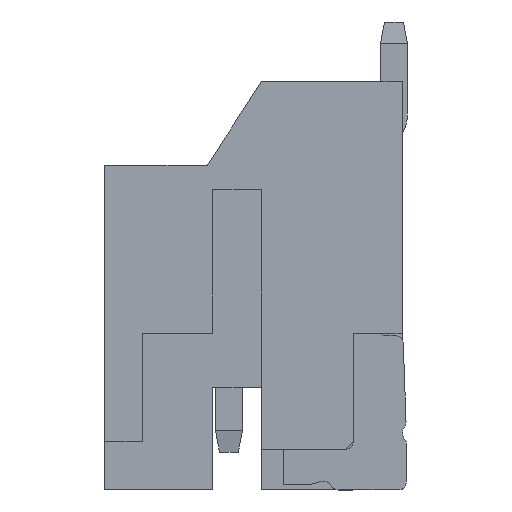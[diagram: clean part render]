
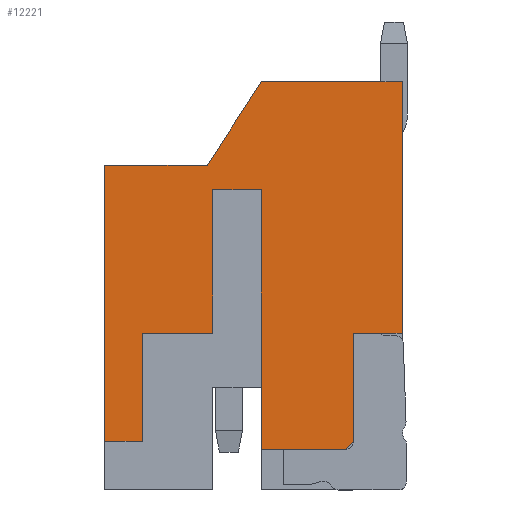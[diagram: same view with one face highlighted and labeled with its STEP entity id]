
A CAD part, left-side view. The second image highlights one B-rep face of the part: STEP entity #12221.
In plain terms, the highlighted planar face has unit normal (-1, 0, 0).
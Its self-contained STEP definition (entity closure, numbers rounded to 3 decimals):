
#1509=DIRECTION('',(0.,0.,-1.));
#1510=VECTOR('',#1509,5.1);
#1511=CARTESIAN_POINT('',(-21.95,0.,6.));
#1512=LINE('',#1511,#1510);
#1513=DIRECTION('',(0.,1.,0.));
#1514=VECTOR('',#1513,1.9);
#1515=CARTESIAN_POINT('',(-21.95,-1.9,6.));
#1516=LINE('',#1515,#1514);
#1517=DIRECTION('',(0.,0.542,-0.84));
#1518=VECTOR('',#1517,1.845);
#1519=CARTESIAN_POINT('',(-21.95,-2.9,7.55));
#1520=LINE('',#1519,#1518);
#1521=DIRECTION('',(0.,1.,0.));
#1522=VECTOR('',#1521,2.6);
#1523=CARTESIAN_POINT('',(-21.95,-5.5,7.55));
#1524=LINE('',#1523,#1522);
#1525=DIRECTION('',(0.,0.,1.));
#1526=VECTOR('',#1525,4.65);
#1527=CARTESIAN_POINT('',(-21.95,-5.5,2.9));
#1528=LINE('',#1527,#1526);
#1529=DIRECTION('',(0.,-0.707,0.707));
#1530=VECTOR('',#1529,0.212);
#1531=CARTESIAN_POINT('',(-21.95,-4.45,0.75));
#1532=LINE('',#1531,#1530);
#1533=DIRECTION('',(0.,-1.,0.));
#1534=VECTOR('',#1533,1.55);
#1535=CARTESIAN_POINT('',(-21.95,-2.9,0.75));
#1536=LINE('',#1535,#1534);
#1537=DIRECTION('',(0.,-1.,0.));
#1538=VECTOR('',#1537,1.3);
#1539=CARTESIAN_POINT('',(-21.95,-0.7,2.9));
#1540=LINE('',#1539,#1538);
#1545=DIRECTION('',(0.,0.,1.));
#1546=VECTOR('',#1545,2.65);
#1547=CARTESIAN_POINT('',(-21.95,-2.,2.9));
#1548=LINE('',#1547,#1546);
#1557=DIRECTION('',(0.,-1.,0.));
#1558=VECTOR('',#1557,0.9);
#1559=CARTESIAN_POINT('',(-21.95,-2.,5.55));
#1560=LINE('',#1559,#1558);
#1569=DIRECTION('',(0.,0.,-1.));
#1570=VECTOR('',#1569,4.8);
#1571=CARTESIAN_POINT('',(-21.95,-2.9,5.55));
#1572=LINE('',#1571,#1570);
#7243=DIRECTION('',(0.,-1.,0.));
#7244=VECTOR('',#7243,0.7);
#7245=CARTESIAN_POINT('',(-21.95,0.,0.9));
#7246=LINE('',#7245,#7244);
#7267=DIRECTION('',(0.,0.,1.));
#7268=VECTOR('',#7267,2.);
#7269=CARTESIAN_POINT('',(-21.95,-0.7,0.9));
#7270=LINE('',#7269,#7268);
#7607=DIRECTION('',(0.,-1.,0.));
#7608=VECTOR('',#7607,0.9);
#7609=CARTESIAN_POINT('',(-21.95,-4.6,2.9));
#7610=LINE('',#7609,#7608);
#7795=DIRECTION('',(0.,0.,1.));
#7796=VECTOR('',#7795,2.);
#7797=CARTESIAN_POINT('',(-21.95,-4.6,0.9));
#7798=LINE('',#7797,#7796);
#8619=CARTESIAN_POINT('',(-21.95,-1.9,6.));
#8620=VERTEX_POINT('',#8619);
#8621=CARTESIAN_POINT('',(-21.95,0.,6.));
#8622=VERTEX_POINT('',#8621);
#9029=CARTESIAN_POINT('',(-21.95,-5.5,2.9));
#9030=VERTEX_POINT('',#9029);
#9031=CARTESIAN_POINT('',(-21.95,-5.5,7.55));
#9032=VERTEX_POINT('',#9031);
#9069=CARTESIAN_POINT('',(-21.95,-2.9,0.75));
#9070=VERTEX_POINT('',#9069);
#9071=CARTESIAN_POINT('',(-21.95,-4.45,0.75));
#9072=VERTEX_POINT('',#9071);
#9139=CARTESIAN_POINT('',(-21.95,0.,0.9));
#9140=VERTEX_POINT('',#9139);
#9161=CARTESIAN_POINT('',(-21.95,-2.9,7.55));
#9162=VERTEX_POINT('',#9161);
#9163=CARTESIAN_POINT('',(-21.95,-0.7,2.9));
#9164=CARTESIAN_POINT('',(-21.95,-2.,2.9));
#9165=VERTEX_POINT('',#9163);
#9166=VERTEX_POINT('',#9164);
#9167=CARTESIAN_POINT('',(-21.95,-0.7,0.9));
#9168=VERTEX_POINT('',#9167);
#9169=CARTESIAN_POINT('',(-21.95,-4.6,2.9));
#9170=VERTEX_POINT('',#9169);
#9171=CARTESIAN_POINT('',(-21.95,-4.6,0.9));
#9172=VERTEX_POINT('',#9171);
#9173=CARTESIAN_POINT('',(-21.95,-2.9,5.55));
#9174=VERTEX_POINT('',#9173);
#9175=CARTESIAN_POINT('',(-21.95,-2.,5.55));
#9176=VERTEX_POINT('',#9175);
#12187=CARTESIAN_POINT('',(-21.95,-2.75,4.15));
#12188=DIRECTION('',(1.,0.,0.));
#12189=DIRECTION('',(0.,-1.,0.));
#12190=AXIS2_PLACEMENT_3D('',#12187,#12188,#12189);
#12191=PLANE('',#12190);
#12193=ORIENTED_EDGE('',*,*,#12192,.F.);
#12195=ORIENTED_EDGE('',*,*,#12194,.F.);
#12197=ORIENTED_EDGE('',*,*,#12196,.F.);
#12199=ORIENTED_EDGE('',*,*,#12198,.F.);
#12201=ORIENTED_EDGE('',*,*,#12200,.F.);
#12203=ORIENTED_EDGE('',*,*,#12202,.F.);
#12205=ORIENTED_EDGE('',*,*,#12204,.F.);
#12206=ORIENTED_EDGE('',*,*,#11639,.F.);
#12208=ORIENTED_EDGE('',*,*,#12207,.F.);
#12210=ORIENTED_EDGE('',*,*,#12209,.F.);
#12211=ORIENTED_EDGE('',*,*,#12175,.F.);
#12212=ORIENTED_EDGE('',*,*,#11748,.F.);
#12214=ORIENTED_EDGE('',*,*,#12213,.F.);
#12216=ORIENTED_EDGE('',*,*,#12215,.F.);
#12218=ORIENTED_EDGE('',*,*,#12217,.F.);
#12219=EDGE_LOOP('',(#12193,#12195,#12197,#12199,#12201,#12203,#12205,#12206,
#12208,#12210,#12211,#12212,#12214,#12216,#12218));
#12220=FACE_OUTER_BOUND('',#12219,.F.);
#12221=ADVANCED_FACE('',(#12220),#12191,.F.);
#11639=EDGE_CURVE('',#9030,#9032,#1528,.T.);
#11748=EDGE_CURVE('',#9070,#9072,#1536,.T.);
#12175=EDGE_CURVE('',#9072,#9172,#1532,.T.);
#12192=EDGE_CURVE('',#9165,#9166,#1540,.T.);
#12194=EDGE_CURVE('',#9168,#9165,#7270,.T.);
#12196=EDGE_CURVE('',#9140,#9168,#7246,.T.);
#12198=EDGE_CURVE('',#8622,#9140,#1512,.T.);
#12200=EDGE_CURVE('',#8620,#8622,#1516,.T.);
#12202=EDGE_CURVE('',#9162,#8620,#1520,.T.);
#12204=EDGE_CURVE('',#9032,#9162,#1524,.T.);
#12207=EDGE_CURVE('',#9170,#9030,#7610,.T.);
#12209=EDGE_CURVE('',#9172,#9170,#7798,.T.);
#12213=EDGE_CURVE('',#9174,#9070,#1572,.T.);
#12215=EDGE_CURVE('',#9176,#9174,#1560,.T.);
#12217=EDGE_CURVE('',#9166,#9176,#1548,.T.);
